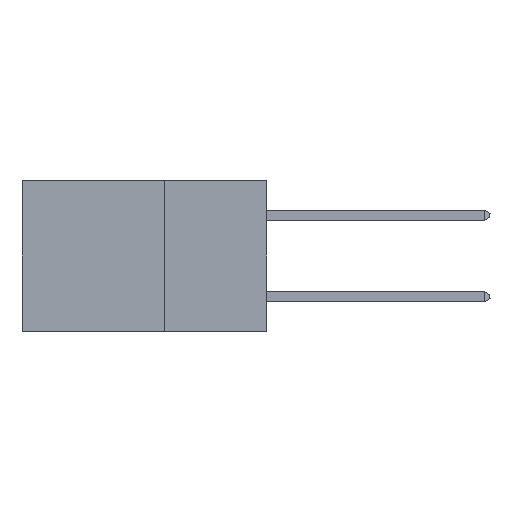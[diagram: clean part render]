
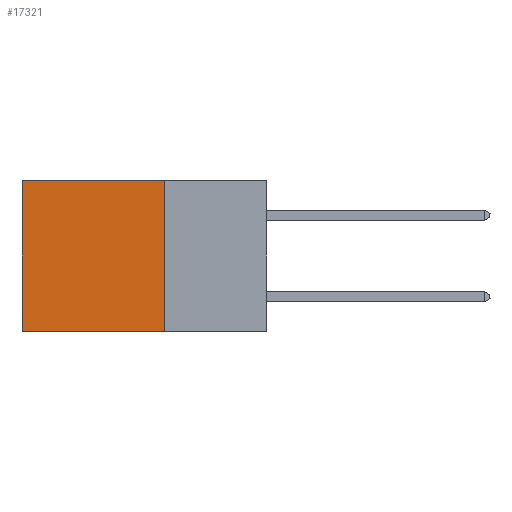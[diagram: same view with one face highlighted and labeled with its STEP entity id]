
A CAD part, left-side view. The second image highlights one B-rep face of the part: STEP entity #17321.
In plain terms, the highlighted planar face has unit normal (-1, 0, 0).
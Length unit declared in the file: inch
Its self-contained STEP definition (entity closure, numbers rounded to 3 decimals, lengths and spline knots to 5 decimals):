
#2230 = VERTEX_POINT ( 'NONE', #3876 ) ;
#2280 = DIRECTION ( 'NONE',  ( 0., 1., 0. ) ) ;
#3876 = CARTESIAN_POINT ( 'NONE',  ( 0.2875, 0.25, -0.37 ) ) ;
#4161 = VERTEX_POINT ( 'NONE', #36997 ) ;
#4692 = VERTEX_POINT ( 'NONE', #15692 ) ;
#5752 = DIRECTION ( 'NONE',  ( 0., 0., -1. ) ) ;
#5878 = DIRECTION ( 'NONE',  ( 1., 0., 0. ) ) ;
#6350 = ORIENTED_EDGE ( 'NONE', *, *, #18503, .T. ) ;
#6753 = EDGE_CURVE ( 'NONE', #4692, #2230, #16143, .T. ) ;
#6932 = ORIENTED_EDGE ( 'NONE', *, *, #33392, .F. ) ;
#9536 = EDGE_LOOP ( 'NONE', ( #24090, #6932, #10534, #6350 ) ) ;
#10534 = ORIENTED_EDGE ( 'NONE', *, *, #6753, .F. ) ;
#11292 = VERTEX_POINT ( 'NONE', #26749 ) ;
#11444 = CARTESIAN_POINT ( 'NONE',  ( 0.2875, 0.25, 0. ) ) ;
#14990 = CARTESIAN_POINT ( 'NONE',  ( 0.2875, 0.25, 0. ) ) ;
#15459 = LINE ( 'NONE', #14990, #22292 ) ;
#15504 = LINE ( 'NONE', #17185, #22778 ) ;
#15692 = CARTESIAN_POINT ( 'NONE',  ( 0.2875, 0.25, 0. ) ) ;
#16143 = LINE ( 'NONE', #31759, #23453 ) ;
#17185 = CARTESIAN_POINT ( 'NONE',  ( 0.2875, 0.6, 0. ) ) ;
#17321 = ADVANCED_FACE ( 'NONE', ( #35655 ), #28820, .F. ) ;
#18503 = EDGE_CURVE ( 'NONE', #4692, #11292, #15459, .T. ) ;
#19948 = CARTESIAN_POINT ( 'NONE',  ( 0.2875, 0.25, -0.37 ) ) ;
#22292 = VECTOR ( 'NONE', #36264, 39.37008 ) ;
#22778 = VECTOR ( 'NONE', #25679, 39.37008 ) ;
#23282 = DIRECTION ( 'NONE',  ( 0., 0., -1. ) ) ;
#23453 = VECTOR ( 'NONE', #23282, 39.37008 ) ;
#23806 = VECTOR ( 'NONE', #2280, 39.37008 ) ;
#24090 = ORIENTED_EDGE ( 'NONE', *, *, #27677, .T. ) ;
#25679 = DIRECTION ( 'NONE',  ( 0., 0., -1. ) ) ;
#26749 = CARTESIAN_POINT ( 'NONE',  ( 0.2875, 0.6, 0. ) ) ;
#27677 = EDGE_CURVE ( 'NONE', #11292, #4161, #15504, .T. ) ;
#28820 = PLANE ( 'NONE',  #34117 ) ;
#31494 = LINE ( 'NONE', #19948, #23806 ) ;
#31759 = CARTESIAN_POINT ( 'NONE',  ( 0.2875, 0.25, 0. ) ) ;
#33392 = EDGE_CURVE ( 'NONE', #2230, #4161, #31494, .T. ) ;
#34117 = AXIS2_PLACEMENT_3D ( 'NONE', #11444, #5878, #5752 ) ;
#35655 = FACE_OUTER_BOUND ( 'NONE', #9536, .T. ) ;
#36264 = DIRECTION ( 'NONE',  ( 0., 1., 0. ) ) ;
#36997 = CARTESIAN_POINT ( 'NONE',  ( 0.2875, 0.6, -0.37 ) ) ;
